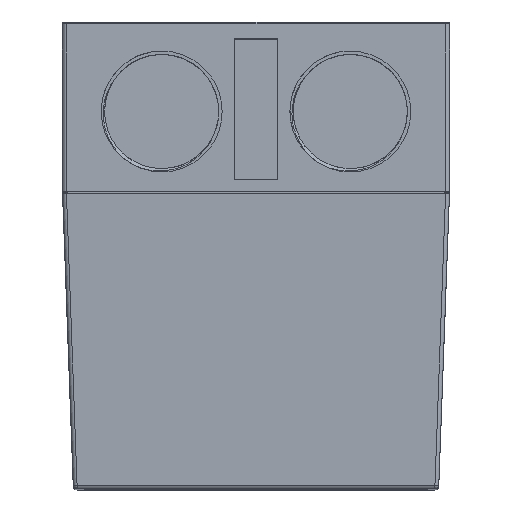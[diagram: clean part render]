
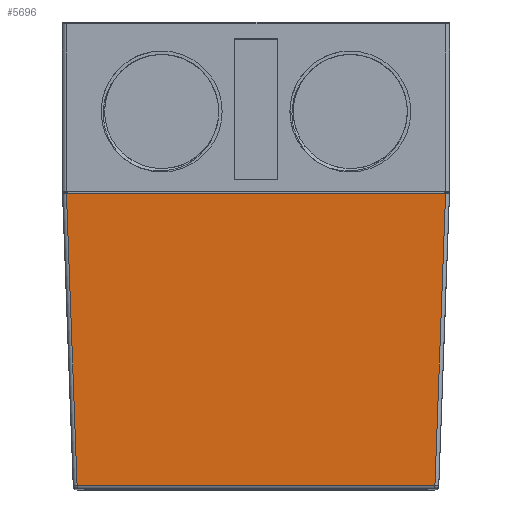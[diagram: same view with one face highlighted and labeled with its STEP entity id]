
A CAD part, top view. The second image highlights one B-rep face of the part: STEP entity #5696.
In plain terms, the highlighted planar face has unit normal (0, -0.037, 0.999).
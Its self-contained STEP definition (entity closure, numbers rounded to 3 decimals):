
#4183 = CYLINDRICAL_SURFACE('',#4184,0.8);
#4184 = AXIS2_PLACEMENT_3D('',#4185,#4186,#4187);
#4185 = CARTESIAN_POINT('',(2.25,-60.7,131.979));
#4186 = DIRECTION('',(1.,0.,0.));
#4187 = DIRECTION('',(0.,-1.,0.));
#4942 = VERTEX_POINT('',#4943);
#4943 = CARTESIAN_POINT('',(3.021,-60.729,
    132.778));
#4963 = EDGE_CURVE('',#4942,#4964,#4966,.T.);
#4964 = VERTEX_POINT('',#4965);
#4965 = CARTESIAN_POINT('',(76.979,-60.729,
    132.778));
#4966 = SURFACE_CURVE('',#4967,(#4971,#4978),.PCURVE_S1.);
#4967 = LINE('',#4968,#4969);
#4968 = CARTESIAN_POINT('',(2.25,-60.729,132.778));
#4969 = VECTOR('',#4970,1.);
#4970 = DIRECTION('',(1.,0.,0.));
#4971 = PCURVE('',#4183,#4972);
#4972 = DEFINITIONAL_REPRESENTATION('',(#4973),#4977);
#4973 = LINE('',#4974,#4975);
#4974 = CARTESIAN_POINT('',(-1.534,0.));
#4975 = VECTOR('',#4976,1.);
#4976 = DIRECTION('',(0.,1.));
#4977 = ( GEOMETRIC_REPRESENTATION_CONTEXT(2) 
PARAMETRIC_REPRESENTATION_CONTEXT() REPRESENTATION_CONTEXT('2D SPACE',''
  ) );
#4978 = PCURVE('',#4979,#4984);
#4979 = PLANE('',#4980);
#4980 = AXIS2_PLACEMENT_3D('',#4981,#4982,#4983);
#4981 = CARTESIAN_POINT('',(2.25,-61.5,132.75));
#4982 = DIRECTION('',(0.,-0.037,0.999));
#4983 = DIRECTION('',(0.,0.999,0.037));
#4984 = DEFINITIONAL_REPRESENTATION('',(#4985),#4989);
#4985 = LINE('',#4986,#4987);
#4986 = CARTESIAN_POINT('',(0.771,0.));
#4987 = VECTOR('',#4988,1.);
#4988 = DIRECTION('',(0.,-1.));
#4989 = ( GEOMETRIC_REPRESENTATION_CONTEXT(2) 
PARAMETRIC_REPRESENTATION_CONTEXT() REPRESENTATION_CONTEXT('2D SPACE',''
  ) );
#5445 = PLANE('',#5446);
#5446 = AXIS2_PLACEMENT_3D('',#5447,#5448,#5449);
#5447 = CARTESIAN_POINT('',(0.,-0.5,0.));
#5448 = DIRECTION('',(0.,1.,0.));
#5449 = DIRECTION('',(0.,0.,1.));
#5539 = CYLINDRICAL_SURFACE('',#5540,0.8);
#5540 = AXIS2_PLACEMENT_3D('',#5541,#5542,#5543);
#5541 = CARTESIAN_POINT('',(3.048,-61.442,
    131.952));
#5542 = DIRECTION('',(-0.037,0.999,
    0.037));
#5543 = DIRECTION('',(-0.999,-0.037,0.));
#5638 = CYLINDRICAL_SURFACE('',#5639,0.8);
#5639 = AXIS2_PLACEMENT_3D('',#5640,#5641,#5642);
#5640 = CARTESIAN_POINT('',(76.952,-61.442,
    131.952));
#5641 = DIRECTION('',(0.037,0.999,
    0.037));
#5642 = DIRECTION('',(0.999,-0.037,0.));
#5696 = ADVANCED_FACE('',(#5697),#4979,.T.);
#5697 = FACE_BOUND('',#5698,.T.);
#5698 = EDGE_LOOP('',(#5699,#5722,#5743,#5744));
#5699 = ORIENTED_EDGE('',*,*,#5700,.T.);
#5700 = EDGE_CURVE('',#5701,#5703,#5705,.T.);
#5701 = VERTEX_POINT('',#5702);
#5702 = CARTESIAN_POINT('',(79.182,-0.5,134.982));
#5703 = VERTEX_POINT('',#5704);
#5704 = CARTESIAN_POINT('',(0.818,-0.5,134.982));
#5705 = SURFACE_CURVE('',#5706,(#5710,#5716),.PCURVE_S1.);
#5706 = LINE('',#5707,#5708);
#5707 = CARTESIAN_POINT('',(1.125,-0.5,134.982));
#5708 = VECTOR('',#5709,1.);
#5709 = DIRECTION('',(-1.,0.,0.));
#5710 = PCURVE('',#4979,#5711);
#5711 = DEFINITIONAL_REPRESENTATION('',(#5712),#5715);
#5712 = B_SPLINE_CURVE_WITH_KNOTS('',1,(#5713,#5714),.UNSPECIFIED.,.F.,
  .F.,(2,2),(-86.875,9.125),.PIECEWISE_BEZIER_KNOTS.);
#5713 = CARTESIAN_POINT('',(61.041,-85.75));
#5714 = CARTESIAN_POINT('',(61.041,10.25));
#5715 = ( GEOMETRIC_REPRESENTATION_CONTEXT(2) 
PARAMETRIC_REPRESENTATION_CONTEXT() REPRESENTATION_CONTEXT('2D SPACE',''
  ) );
#5716 = PCURVE('',#5445,#5717);
#5717 = DEFINITIONAL_REPRESENTATION('',(#5718),#5721);
#5718 = B_SPLINE_CURVE_WITH_KNOTS('',1,(#5719,#5720),.UNSPECIFIED.,.F.,
  .F.,(2,2),(-86.875,9.125),.PIECEWISE_BEZIER_KNOTS.);
#5719 = CARTESIAN_POINT('',(134.982,88.));
#5720 = CARTESIAN_POINT('',(134.982,-8.));
#5721 = ( GEOMETRIC_REPRESENTATION_CONTEXT(2) 
PARAMETRIC_REPRESENTATION_CONTEXT() REPRESENTATION_CONTEXT('2D SPACE',''
  ) );
#5722 = ORIENTED_EDGE('',*,*,#5723,.F.);
#5723 = EDGE_CURVE('',#4942,#5703,#5724,.T.);
#5724 = SURFACE_CURVE('',#5725,(#5729,#5736),.PCURVE_S1.);
#5725 = LINE('',#5726,#5727);
#5726 = CARTESIAN_POINT('',(3.048,-61.471,
    132.751));
#5727 = VECTOR('',#5728,1.);
#5728 = DIRECTION('',(-0.037,0.999,
    0.037));
#5729 = PCURVE('',#4979,#5730);
#5730 = DEFINITIONAL_REPRESENTATION('',(#5731),#5735);
#5731 = LINE('',#5732,#5733);
#5732 = CARTESIAN_POINT('',(0.029,-0.798));
#5733 = VECTOR('',#5734,1.);
#5734 = DIRECTION('',(0.999,0.037));
#5735 = ( GEOMETRIC_REPRESENTATION_CONTEXT(2) 
PARAMETRIC_REPRESENTATION_CONTEXT() REPRESENTATION_CONTEXT('2D SPACE',''
  ) );
#5736 = PCURVE('',#5539,#5737);
#5737 = DEFINITIONAL_REPRESENTATION('',(#5738),#5742);
#5738 = LINE('',#5739,#5740);
#5739 = CARTESIAN_POINT('',(1.569,0.));
#5740 = VECTOR('',#5741,1.);
#5741 = DIRECTION('',(0.,1.));
#5742 = ( GEOMETRIC_REPRESENTATION_CONTEXT(2) 
PARAMETRIC_REPRESENTATION_CONTEXT() REPRESENTATION_CONTEXT('2D SPACE',''
  ) );
#5743 = ORIENTED_EDGE('',*,*,#4963,.T.);
#5744 = ORIENTED_EDGE('',*,*,#5745,.T.);
#5745 = EDGE_CURVE('',#4964,#5701,#5746,.T.);
#5746 = SURFACE_CURVE('',#5747,(#5751,#5758),.PCURVE_S1.);
#5747 = LINE('',#5748,#5749);
#5748 = CARTESIAN_POINT('',(76.952,-61.471,
    132.751));
#5749 = VECTOR('',#5750,1.);
#5750 = DIRECTION('',(0.037,0.999,
    0.037));
#5751 = PCURVE('',#4979,#5752);
#5752 = DEFINITIONAL_REPRESENTATION('',(#5753),#5757);
#5753 = LINE('',#5754,#5755);
#5754 = CARTESIAN_POINT('',(0.029,-74.702));
#5755 = VECTOR('',#5756,1.);
#5756 = DIRECTION('',(0.999,-0.037));
#5757 = ( GEOMETRIC_REPRESENTATION_CONTEXT(2) 
PARAMETRIC_REPRESENTATION_CONTEXT() REPRESENTATION_CONTEXT('2D SPACE',''
  ) );
#5758 = PCURVE('',#5638,#5759);
#5759 = DEFINITIONAL_REPRESENTATION('',(#5760),#5764);
#5760 = LINE('',#5761,#5762);
#5761 = CARTESIAN_POINT('',(-1.569,0.));
#5762 = VECTOR('',#5763,1.);
#5763 = DIRECTION('',(0.,1.));
#5764 = ( GEOMETRIC_REPRESENTATION_CONTEXT(2) 
PARAMETRIC_REPRESENTATION_CONTEXT() REPRESENTATION_CONTEXT('2D SPACE',''
  ) );
